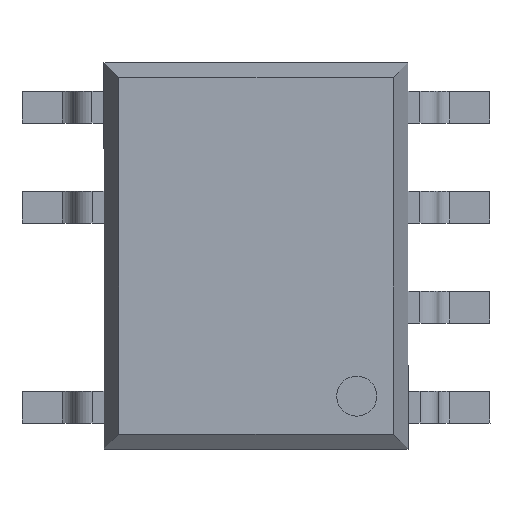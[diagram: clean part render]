
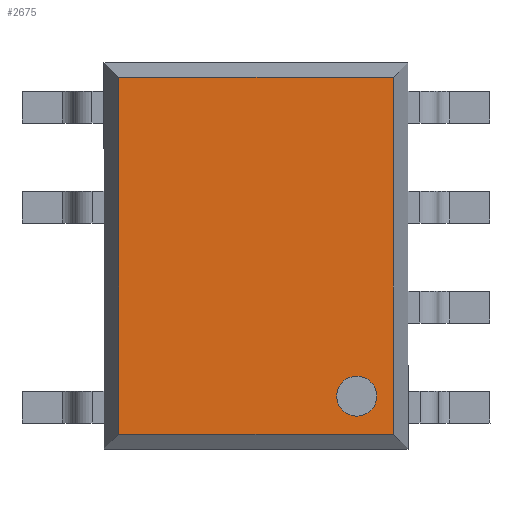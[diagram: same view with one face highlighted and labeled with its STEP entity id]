
A CAD part, top view. The second image highlights one B-rep face of the part: STEP entity #2675.
In plain terms, the highlighted planar face has unit normal (0, 0, 1).
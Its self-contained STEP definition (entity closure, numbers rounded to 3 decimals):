
#108 = ORIENTED_EDGE ( 'NONE', *, *, #292, .F. ) ;
#224 = ORIENTED_EDGE ( 'NONE', *, *, #422, .F. ) ;
#291 = ORIENTED_EDGE ( 'NONE', *, *, #1779, .F. ) ;
#292 = EDGE_CURVE ( 'NONE', #4199, #2896, #930, .T. ) ;
#313 = LINE ( 'NONE', #2757, #3034 ) ;
#422 = EDGE_CURVE ( 'NONE', #1564, #4765, #1788, .T. ) ;
#468 = CARTESIAN_POINT ( 'NONE',  ( -0.135, 1.413, 1.346 ) ) ;
#628 = EDGE_CURVE ( 'NONE', #2896, #4199, #3039, .T. ) ;
#746 = VECTOR ( 'NONE', #1753, 1000. ) ;
#930 = CIRCLE ( 'NONE', #4906, 0.254 ) ;
#934 = DIRECTION ( 'NONE',  ( 1., 0., 0. ) ) ;
#947 = DIRECTION ( 'NONE',  ( 0., -1., 0. ) ) ;
#955 = CARTESIAN_POINT ( 'NONE',  ( 4.166, 0.947, 1.346 ) ) ;
#1208 = FACE_OUTER_BOUND ( 'NONE', #2394, .T. ) ;
#1227 = DIRECTION ( 'NONE',  ( 0., 0., -1. ) ) ;
#1469 = LINE ( 'NONE', #3436, #1724 ) ;
#1564 = VERTEX_POINT ( 'NONE', #955 ) ;
#1682 = DIRECTION ( 'NONE',  ( 0., 0., 1. ) ) ;
#1724 = VECTOR ( 'NONE', #3015, 1000. ) ;
#1753 = DIRECTION ( 'NONE',  ( -1., 0., 0. ) ) ;
#1779 = EDGE_CURVE ( 'NONE', #4691, #2820, #1469, .T. ) ;
#1788 = LINE ( 'NONE', #3747, #746 ) ;
#1916 = DIRECTION ( 'NONE',  ( 0., 0., 1. ) ) ;
#2238 = VECTOR ( 'NONE', #947, 1000. ) ;
#2322 = ORIENTED_EDGE ( 'NONE', *, *, #3494, .T. ) ;
#2369 = CARTESIAN_POINT ( 'NONE',  ( 0.119, 1.413, 1.346 ) ) ;
#2394 = EDGE_LOOP ( 'NONE', ( #4753, #291, #2322, #224 ) ) ;
#2628 = EDGE_LOOP ( 'NONE', ( #108, #4936 ) ) ;
#2675 = ADVANCED_FACE ( 'NONE', ( #1208, #4044 ), #4326, .F. ) ;
#2691 = DIRECTION ( 'NONE',  ( 1., 0., 0. ) ) ;
#2757 = CARTESIAN_POINT ( 'NONE',  ( 4.166, 0.762, 1.346 ) ) ;
#2820 = VERTEX_POINT ( 'NONE', #4843 ) ;
#2896 = VERTEX_POINT ( 'NONE', #468 ) ;
#3015 = DIRECTION ( 'NONE',  ( 1., 0., 0. ) ) ;
#3034 = VECTOR ( 'NONE', #4725, 1000. ) ;
#3039 = CIRCLE ( 'NONE', #3605, 0.254 ) ;
#3186 = CARTESIAN_POINT ( 'NONE',  ( -0.552, 0.762, 1.346 ) ) ;
#3232 = DIRECTION ( 'NONE',  ( -1., 0., 0. ) ) ;
#3277 = CARTESIAN_POINT ( 'NONE',  ( -0.367, 0.947, 1.346 ) ) ;
#3436 = CARTESIAN_POINT ( 'NONE',  ( -0.552, 4.438, 1.346 ) ) ;
#3494 = EDGE_CURVE ( 'NONE', #4691, #4765, #3830, .T. ) ;
#3605 = AXIS2_PLACEMENT_3D ( 'NONE', #2369, #1916, #2691 ) ;
#3626 = AXIS2_PLACEMENT_3D ( 'NONE', #3186, #1227, #3232 ) ;
#3699 = CARTESIAN_POINT ( 'NONE',  ( -0.367, 4.438, 1.346 ) ) ;
#3747 = CARTESIAN_POINT ( 'NONE',  ( -0.552, 0.947, 1.346 ) ) ;
#3829 = CARTESIAN_POINT ( 'NONE',  ( -0.367, 0.762, 1.346 ) ) ;
#3830 = LINE ( 'NONE', #3829, #2238 ) ;
#3996 = CARTESIAN_POINT ( 'NONE',  ( 0.119, 1.413, 1.346 ) ) ;
#4044 = FACE_BOUND ( 'NONE', #2628, .T. ) ;
#4199 = VERTEX_POINT ( 'NONE', #4901 ) ;
#4326 = PLANE ( 'NONE',  #3626 ) ;
#4494 = EDGE_CURVE ( 'NONE', #1564, #2820, #313, .T. ) ;
#4691 = VERTEX_POINT ( 'NONE', #3699 ) ;
#4725 = DIRECTION ( 'NONE',  ( 0., 1., 0. ) ) ;
#4753 = ORIENTED_EDGE ( 'NONE', *, *, #4494, .T. ) ;
#4765 = VERTEX_POINT ( 'NONE', #3277 ) ;
#4843 = CARTESIAN_POINT ( 'NONE',  ( 4.166, 4.438, 1.346 ) ) ;
#4901 = CARTESIAN_POINT ( 'NONE',  ( 0.373, 1.413, 1.346 ) ) ;
#4906 = AXIS2_PLACEMENT_3D ( 'NONE', #3996, #1682, #934 ) ;
#4936 = ORIENTED_EDGE ( 'NONE', *, *, #628, .F. ) ;
